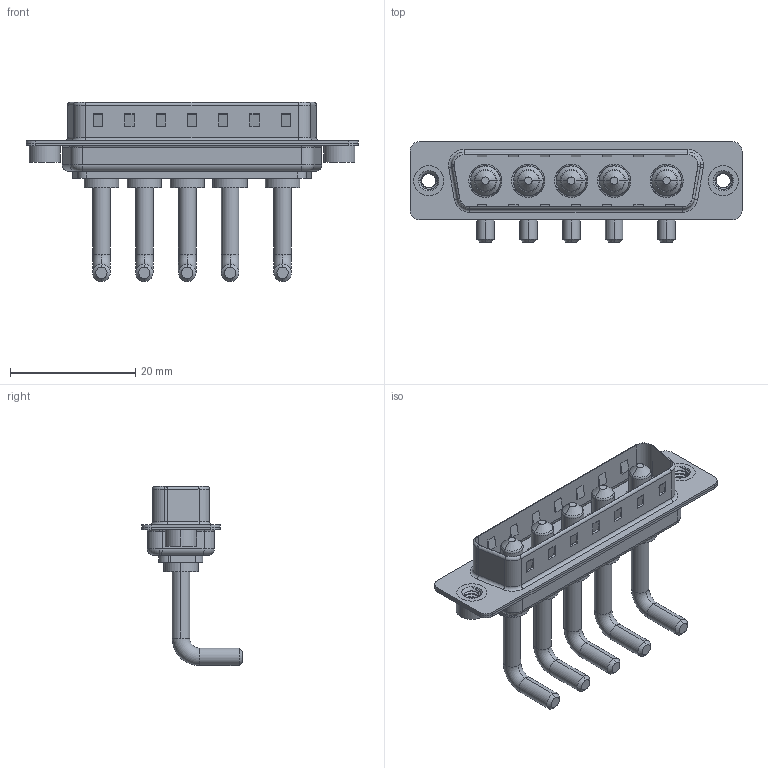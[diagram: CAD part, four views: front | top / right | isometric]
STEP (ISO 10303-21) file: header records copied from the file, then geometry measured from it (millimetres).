
FILE_DESCRIPTION (( 'STEP AP203' ), '1' );
FILE_NAME ('629-5W5-250-2T2.STEP', '2022-05-07T07:06:34', ( '' ), ( '' ), 'SwSTEP 2.0', 'SolidWorks 2020', '' );
FILE_SCHEMA (( 'CONFIG_CONTROL_DESIGN' ));
Length unit declared in the file: millimetre
Products named in the file (6): 629Combo Shell Rear_25 Contacts; Power Pin_Ext 20A RA; 629-5W5-250-2T2; 629Combo Shell Front_25 Contacts; 629Combo Threaded Rivet_2; 629Combo Housing_5W5
Assembly tree (10 placements, depth 2):
  629-5W5-250-2T2
    629Combo Housing_5W5
    629Combo Shell Rear_25 Contacts
    629Combo Shell Front_25 Contacts
    629Combo Threaded Rivet_2  x2
    Power Pin_Ext 20A RA  x5
Bounding box: 53.05 x 16.05 x 28.63 mm (x, y, z)
Volume: 3622 mm3; surface area: 7460 mm2
Topology: 15 solids, 15 shells, 591 faces, 1417 edges, 882 vertices
Faces by surface type: cylinder 242, plane 221, torus 70, cone 47, bspline 11
Entity records: 14398 total; most frequent: CARTESIAN_POINT 3651, DIRECTION 2169, ORIENTED_EDGE 2028, EDGE_CURVE 1014, AXIS2_PLACEMENT_3D 791, VERTEX_POINT 638, VECTOR 587, LINE 587
